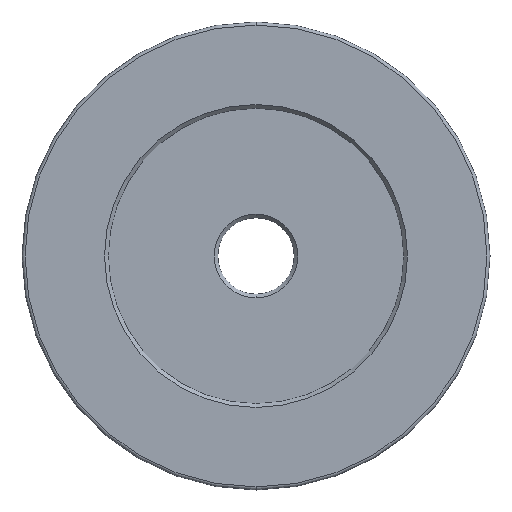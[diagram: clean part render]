
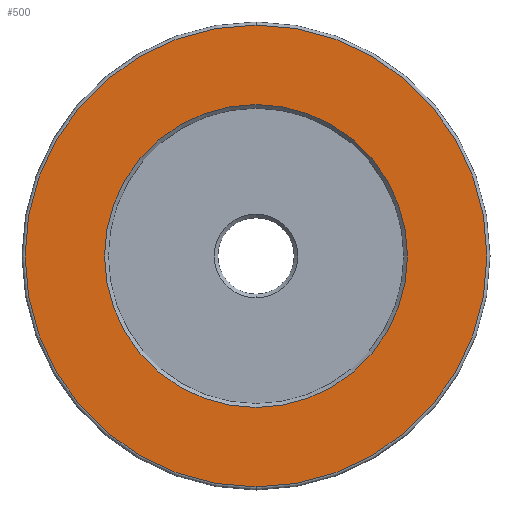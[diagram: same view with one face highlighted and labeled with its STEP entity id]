
A CAD part, front view. The second image highlights one B-rep face of the part: STEP entity #500.
In plain terms, the highlighted planar face has unit normal (0, -1, 0).
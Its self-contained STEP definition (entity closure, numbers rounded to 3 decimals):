
#37 = PLANE ( 'NONE',  #375 ) ;
#50 = CIRCLE ( 'NONE', #161, 18.75 ) ;
#70 = EDGE_LOOP ( 'NONE', ( #486, #397 ) ) ;
#75 = ORIENTED_EDGE ( 'NONE', *, *, #609, .T. ) ;
#89 = CARTESIAN_POINT ( 'NONE',  ( -7.547, -3.894, 38. ) ) ;
#102 = DIRECTION ( 'NONE',  ( 0., 1., 0. ) ) ;
#107 = DIRECTION ( 'NONE',  ( 0., 0., 1. ) ) ;
#109 = AXIS2_PLACEMENT_3D ( 'NONE', #533, #102, #107 ) ;
#116 = CARTESIAN_POINT ( 'NONE',  ( -7.547, -3.894, 38. ) ) ;
#129 = DIRECTION ( 'NONE',  ( 0., 1., 0. ) ) ;
#161 = AXIS2_PLACEMENT_3D ( 'NONE', #116, #209, #546 ) ;
#168 = DIRECTION ( 'NONE',  ( 0., -1., 0. ) ) ;
#169 = EDGE_CURVE ( 'NONE', #560, #377, #188, .T. ) ;
#171 = CARTESIAN_POINT ( 'NONE',  ( -7.547, -3.894, 38. ) ) ;
#188 = CIRCLE ( 'NONE', #109, 12.3 ) ;
#209 = DIRECTION ( 'NONE',  ( 0., -1., 0. ) ) ;
#219 = VERTEX_POINT ( 'NONE', #307 ) ;
#284 = ORIENTED_EDGE ( 'NONE', *, *, #169, .T. ) ;
#285 = DIRECTION ( 'NONE',  ( 0., 1., 0. ) ) ;
#307 = CARTESIAN_POINT ( 'NONE',  ( -7.547, -3.894, 56.75 ) ) ;
#313 = DIRECTION ( 'NONE',  ( 0., 0., 1. ) ) ;
#318 = DIRECTION ( 'NONE',  ( 0., 0., 1. ) ) ;
#322 = EDGE_CURVE ( 'NONE', #219, #522, #503, .T. ) ;
#331 = EDGE_CURVE ( 'NONE', #522, #219, #50, .T. ) ;
#365 = CARTESIAN_POINT ( 'NONE',  ( -7.547, -3.894, 50.3 ) ) ;
#375 = AXIS2_PLACEMENT_3D ( 'NONE', #89, #129, #318 ) ;
#377 = VERTEX_POINT ( 'NONE', #365 ) ;
#397 = ORIENTED_EDGE ( 'NONE', *, *, #331, .T. ) ;
#413 = AXIS2_PLACEMENT_3D ( 'NONE', #525, #285, #528 ) ;
#414 = FACE_BOUND ( 'NONE', #430, .T. ) ;
#430 = EDGE_LOOP ( 'NONE', ( #284, #75 ) ) ;
#467 = FACE_OUTER_BOUND ( 'NONE', #70, .T. ) ;
#486 = ORIENTED_EDGE ( 'NONE', *, *, #322, .T. ) ;
#500 = ADVANCED_FACE ( 'NONE', ( #467, #414 ), #37, .F. ) ;
#501 = CIRCLE ( 'NONE', #413, 12.3 ) ;
#503 = CIRCLE ( 'NONE', #549, 18.75 ) ;
#522 = VERTEX_POINT ( 'NONE', #532 ) ;
#525 = CARTESIAN_POINT ( 'NONE',  ( -7.547, -3.894, 38. ) ) ;
#528 = DIRECTION ( 'NONE',  ( 0., 0., 1. ) ) ;
#532 = CARTESIAN_POINT ( 'NONE',  ( -7.547, -3.894, 19.25 ) ) ;
#533 = CARTESIAN_POINT ( 'NONE',  ( -7.547, -3.894, 38. ) ) ;
#535 = CARTESIAN_POINT ( 'NONE',  ( -7.547, -3.894, 25.7 ) ) ;
#546 = DIRECTION ( 'NONE',  ( 0., 0., 1. ) ) ;
#549 = AXIS2_PLACEMENT_3D ( 'NONE', #171, #168, #313 ) ;
#560 = VERTEX_POINT ( 'NONE', #535 ) ;
#609 = EDGE_CURVE ( 'NONE', #377, #560, #501, .T. ) ;
